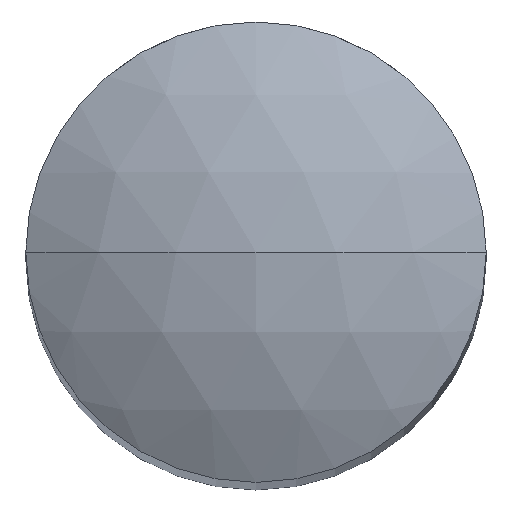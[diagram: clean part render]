
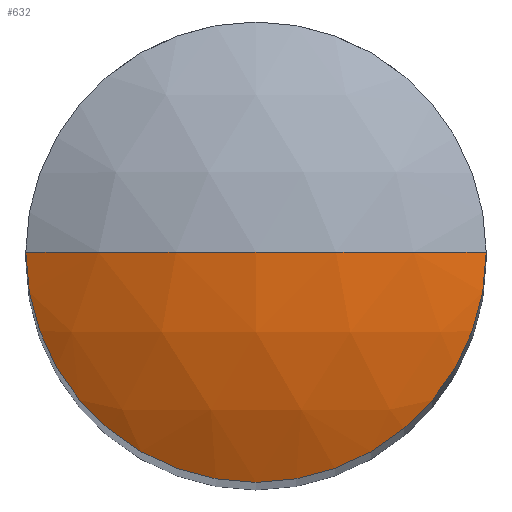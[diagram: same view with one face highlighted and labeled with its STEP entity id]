
A CAD part, top view. The second image highlights one B-rep face of the part: STEP entity #632.
In plain terms, the highlighted spherical face has radius 1 mm.
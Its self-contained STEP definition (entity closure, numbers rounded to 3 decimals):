
#4 = AXIS2_PLACEMENT_3D ( 'NONE', #362, #501, #569 ) ;
#45 = EDGE_CURVE ( 'NONE', #641, #192, #839, .T. ) ;
#113 = CARTESIAN_POINT ( 'NONE',  ( 0., 0., 9. ) ) ;
#177 = AXIS2_PLACEMENT_3D ( 'NONE', #623, #214, #695 ) ;
#192 = VERTEX_POINT ( 'NONE', #621 ) ;
#197 = DIRECTION ( 'NONE',  ( 0., -1., 0. ) ) ;
#214 = DIRECTION ( 'NONE',  ( 0., 1., 0. ) ) ;
#264 = CARTESIAN_POINT ( 'NONE',  ( 0.5, 0., 9.866 ) ) ;
#271 = CARTESIAN_POINT ( 'NONE',  ( 0., 0., 9.866 ) ) ;
#331 = VERTEX_POINT ( 'NONE', #264 ) ;
#362 = CARTESIAN_POINT ( 'NONE',  ( 0., 0., 9. ) ) ;
#369 = CIRCLE ( 'NONE', #177, 1. ) ;
#409 = CIRCLE ( 'NONE', #498, 0.5 ) ;
#445 = EDGE_CURVE ( 'NONE', #331, #192, #409, .T. ) ;
#487 = EDGE_LOOP ( 'NONE', ( #538, #591, #674 ) ) ;
#498 = AXIS2_PLACEMENT_3D ( 'NONE', #271, #682, #750 ) ;
#501 = DIRECTION ( 'NONE',  ( 0., -1., 0. ) ) ;
#538 = ORIENTED_EDGE ( 'NONE', *, *, #585, .F. ) ;
#569 = DIRECTION ( 'NONE',  ( 1., 0., 0. ) ) ;
#585 = EDGE_CURVE ( 'NONE', #641, #331, #369, .T. ) ;
#591 = ORIENTED_EDGE ( 'NONE', *, *, #45, .T. ) ;
#607 = DIRECTION ( 'NONE',  ( 1., 0., 0. ) ) ;
#621 = CARTESIAN_POINT ( 'NONE',  ( -0.5, 0., 9.866 ) ) ;
#623 = CARTESIAN_POINT ( 'NONE',  ( 0., 0., 9. ) ) ;
#632 = ADVANCED_FACE ( 'NONE', ( #860 ), #712, .T. ) ;
#641 = VERTEX_POINT ( 'NONE', #782 ) ;
#674 = ORIENTED_EDGE ( 'NONE', *, *, #445, .F. ) ;
#682 = DIRECTION ( 'NONE',  ( 0., 0., -1. ) ) ;
#695 = DIRECTION ( 'NONE',  ( 0., 0., 1. ) ) ;
#712 = SPHERICAL_SURFACE ( 'NONE', #4, 1. ) ;
#750 = DIRECTION ( 'NONE',  ( -1., 0., 0. ) ) ;
#782 = CARTESIAN_POINT ( 'NONE',  ( 0., 0., 10. ) ) ;
#839 = CIRCLE ( 'NONE', #856, 1. ) ;
#856 = AXIS2_PLACEMENT_3D ( 'NONE', #113, #197, #607 ) ;
#860 = FACE_OUTER_BOUND ( 'NONE', #487, .T. ) ;
